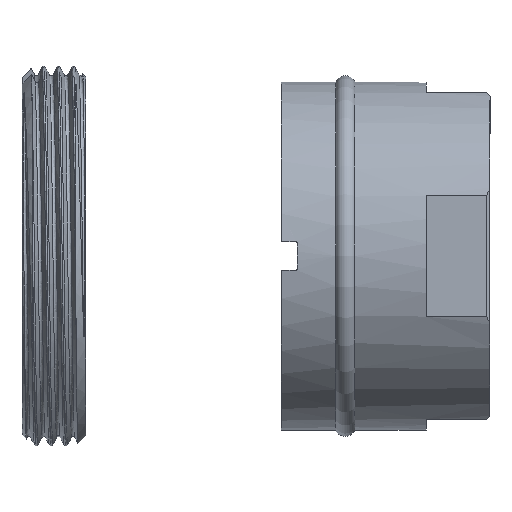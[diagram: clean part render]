
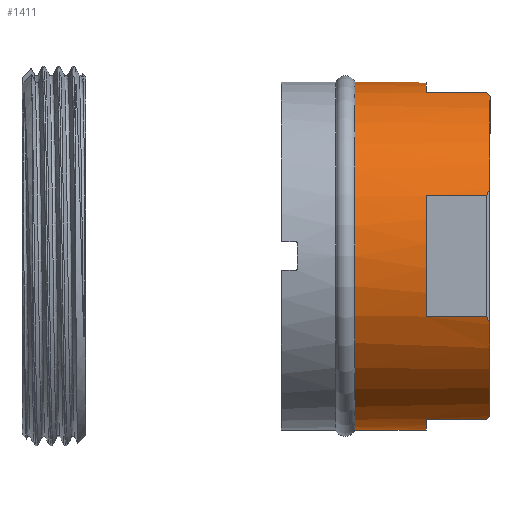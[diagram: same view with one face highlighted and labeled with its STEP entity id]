
A CAD part, front view. The second image highlights one B-rep face of the part: STEP entity #1411.
In plain terms, the highlighted cylindrical face has radius 27.2 mm (diameter 54.4 mm), a full revolution.
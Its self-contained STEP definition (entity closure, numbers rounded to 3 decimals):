
#94=ELLIPSE('',#1578,139.928,54.285);
#95=ELLIPSE('',#1579,139.928,54.285);
#96=ELLIPSE('',#1581,139.928,54.285);
#97=ELLIPSE('',#1582,139.928,54.285);
#98=ELLIPSE('',#1584,139.928,54.285);
#99=ELLIPSE('',#1585,139.928,54.285);
#100=ELLIPSE('',#1587,139.928,54.285);
#101=ELLIPSE('',#1588,139.928,54.285);
#226=CYLINDRICAL_SURFACE('',#1576,27.2);
#287=FACE_OUTER_BOUND('',#360,.T.);
#360=EDGE_LOOP('',(#1253,#1254,#1255,#1256,#1257,#1258,#1259,#1260,#1261,
#1262,#1263,#1264,#1265,#1266,#1267,#1268,#1269,#1270,#1271,#1272,#1273,
#1274,#1275,#1276,#1277,#1278,#1279,#1280,#1281));
#420=LINE('',#13804,#484);
#421=LINE('',#13808,#485);
#422=LINE('',#13813,#486);
#423=LINE('',#13817,#487);
#424=LINE('',#13822,#488);
#425=LINE('',#13826,#489);
#426=LINE('',#13831,#490);
#427=LINE('',#13835,#491);
#428=LINE('',#13840,#492);
#484=VECTOR('',#1857,27.2);
#485=VECTOR('',#1860,9.5);
#486=VECTOR('',#1865,9.5);
#487=VECTOR('',#1868,9.5);
#488=VECTOR('',#1873,9.5);
#489=VECTOR('',#1876,9.5);
#490=VECTOR('',#1881,9.5);
#491=VECTOR('',#1884,9.5);
#492=VECTOR('',#1889,9.5);
#522=CIRCLE('',#1534,27.2);
#523=CIRCLE('',#1535,27.2);
#527=CIRCLE('',#1540,27.2);
#528=CIRCLE('',#1541,27.2);
#529=CIRCLE('',#1542,27.2);
#530=CIRCLE('',#1543,27.2);
#547=CIRCLE('',#1577,27.2);
#548=CIRCLE('',#1580,27.2);
#549=CIRCLE('',#1583,27.2);
#550=CIRCLE('',#1586,27.2);
#551=CIRCLE('',#1589,27.2);
#632=VERTEX_POINT('',#13464);
#633=VERTEX_POINT('',#13465);
#636=VERTEX_POINT('',#13474);
#637=VERTEX_POINT('',#13475);
#638=VERTEX_POINT('',#13477);
#639=VERTEX_POINT('',#13479);
#640=VERTEX_POINT('',#13481);
#641=VERTEX_POINT('',#13483);
#642=VERTEX_POINT('',#13485);
#643=VERTEX_POINT('',#13487);
#676=VERTEX_POINT('',#13803);
#677=VERTEX_POINT('',#13805);
#678=VERTEX_POINT('',#13807);
#679=VERTEX_POINT('',#13810);
#680=VERTEX_POINT('',#13812);
#681=VERTEX_POINT('',#13814);
#682=VERTEX_POINT('',#13816);
#683=VERTEX_POINT('',#13819);
#684=VERTEX_POINT('',#13821);
#685=VERTEX_POINT('',#13823);
#686=VERTEX_POINT('',#13825);
#687=VERTEX_POINT('',#13828);
#688=VERTEX_POINT('',#13830);
#689=VERTEX_POINT('',#13832);
#690=VERTEX_POINT('',#13834);
#691=VERTEX_POINT('',#13837);
#692=VERTEX_POINT('',#13839);
#812=EDGE_CURVE('',#632,#633,#522,.T.);
#813=EDGE_CURVE('',#633,#632,#523,.T.);
#818=EDGE_CURVE('',#637,#638,#527,.T.);
#820=EDGE_CURVE('',#640,#639,#528,.T.);
#822=EDGE_CURVE('',#642,#641,#529,.T.);
#824=EDGE_CURVE('',#643,#636,#530,.T.);
#873=EDGE_CURVE('',#632,#676,#420,.T.);
#874=EDGE_CURVE('',#676,#677,#547,.T.);
#875=EDGE_CURVE('',#678,#677,#421,.T.);
#876=EDGE_CURVE('',#678,#638,#94,.T.);
#877=EDGE_CURVE('',#637,#679,#95,.T.);
#878=EDGE_CURVE('',#679,#680,#422,.T.);
#879=EDGE_CURVE('',#680,#681,#548,.T.);
#880=EDGE_CURVE('',#682,#681,#423,.T.);
#881=EDGE_CURVE('',#682,#636,#96,.T.);
#882=EDGE_CURVE('',#643,#683,#97,.T.);
#883=EDGE_CURVE('',#683,#684,#424,.T.);
#884=EDGE_CURVE('',#684,#685,#549,.T.);
#885=EDGE_CURVE('',#686,#685,#425,.T.);
#886=EDGE_CURVE('',#686,#642,#98,.T.);
#887=EDGE_CURVE('',#641,#687,#99,.T.);
#888=EDGE_CURVE('',#687,#688,#426,.T.);
#889=EDGE_CURVE('',#688,#689,#550,.T.);
#890=EDGE_CURVE('',#690,#689,#427,.T.);
#891=EDGE_CURVE('',#690,#640,#100,.T.);
#892=EDGE_CURVE('',#639,#691,#101,.T.);
#893=EDGE_CURVE('',#691,#692,#428,.T.);
#894=EDGE_CURVE('',#692,#676,#551,.T.);
#1253=ORIENTED_EDGE('',*,*,#812,.T.);
#1254=ORIENTED_EDGE('',*,*,#813,.T.);
#1255=ORIENTED_EDGE('',*,*,#873,.T.);
#1256=ORIENTED_EDGE('',*,*,#874,.T.);
#1257=ORIENTED_EDGE('',*,*,#875,.F.);
#1258=ORIENTED_EDGE('',*,*,#876,.T.);
#1259=ORIENTED_EDGE('',*,*,#818,.F.);
#1260=ORIENTED_EDGE('',*,*,#877,.T.);
#1261=ORIENTED_EDGE('',*,*,#878,.T.);
#1262=ORIENTED_EDGE('',*,*,#879,.T.);
#1263=ORIENTED_EDGE('',*,*,#880,.F.);
#1264=ORIENTED_EDGE('',*,*,#881,.T.);
#1265=ORIENTED_EDGE('',*,*,#824,.F.);
#1266=ORIENTED_EDGE('',*,*,#882,.T.);
#1267=ORIENTED_EDGE('',*,*,#883,.T.);
#1268=ORIENTED_EDGE('',*,*,#884,.T.);
#1269=ORIENTED_EDGE('',*,*,#885,.F.);
#1270=ORIENTED_EDGE('',*,*,#886,.T.);
#1271=ORIENTED_EDGE('',*,*,#822,.T.);
#1272=ORIENTED_EDGE('',*,*,#887,.T.);
#1273=ORIENTED_EDGE('',*,*,#888,.T.);
#1274=ORIENTED_EDGE('',*,*,#889,.T.);
#1275=ORIENTED_EDGE('',*,*,#890,.F.);
#1276=ORIENTED_EDGE('',*,*,#891,.T.);
#1277=ORIENTED_EDGE('',*,*,#820,.T.);
#1278=ORIENTED_EDGE('',*,*,#892,.T.);
#1279=ORIENTED_EDGE('',*,*,#893,.T.);
#1280=ORIENTED_EDGE('',*,*,#894,.T.);
#1281=ORIENTED_EDGE('',*,*,#873,.F.);
#1411=ADVANCED_FACE('',(#287),#226,.T.);
#1534=AXIS2_PLACEMENT_3D('',#13466,#1743,#1744);
#1535=AXIS2_PLACEMENT_3D('',#13467,#1745,#1746);
#1540=AXIS2_PLACEMENT_3D('',#13478,#1756,#1757);
#1541=AXIS2_PLACEMENT_3D('',#13482,#1759,#1760);
#1542=AXIS2_PLACEMENT_3D('',#13486,#1762,#1763);
#1543=AXIS2_PLACEMENT_3D('',#13489,#1765,#1766);
#1576=AXIS2_PLACEMENT_3D('',#13802,#1855,#1856);
#1577=AXIS2_PLACEMENT_3D('',#13806,#1858,#1859);
#1578=AXIS2_PLACEMENT_3D('',#13809,#1861,#1862);
#1579=AXIS2_PLACEMENT_3D('',#13811,#1863,#1864);
#1580=AXIS2_PLACEMENT_3D('',#13815,#1866,#1867);
#1581=AXIS2_PLACEMENT_3D('',#13818,#1869,#1870);
#1582=AXIS2_PLACEMENT_3D('',#13820,#1871,#1872);
#1583=AXIS2_PLACEMENT_3D('',#13824,#1874,#1875);
#1584=AXIS2_PLACEMENT_3D('',#13827,#1877,#1878);
#1585=AXIS2_PLACEMENT_3D('',#13829,#1879,#1880);
#1586=AXIS2_PLACEMENT_3D('',#13833,#1882,#1883);
#1587=AXIS2_PLACEMENT_3D('',#13836,#1885,#1886);
#1588=AXIS2_PLACEMENT_3D('',#13838,#1887,#1888);
#1589=AXIS2_PLACEMENT_3D('',#13841,#1890,#1891);
#1743=DIRECTION('center_axis',(1.,0.,0.));
#1744=DIRECTION('ref_axis',(0.,0.,1.));
#1745=DIRECTION('center_axis',(1.,0.,0.));
#1746=DIRECTION('ref_axis',(0.,0.,1.));
#1756=DIRECTION('center_axis',(1.,0.,0.));
#1757=DIRECTION('ref_axis',(0.,-0.919,-0.394));
#1759=DIRECTION('center_axis',(-1.,0.,0.));
#1760=DIRECTION('ref_axis',(0.,0.919,-0.394));
#1762=DIRECTION('center_axis',(-1.,0.,0.));
#1763=DIRECTION('ref_axis',(0.,0.394,0.919));
#1765=DIRECTION('center_axis',(1.,0.,0.));
#1766=DIRECTION('ref_axis',(0.,-0.394,0.919));
#1855=DIRECTION('center_axis',(-1.,0.,0.));
#1856=DIRECTION('ref_axis',(0.,0.,1.));
#1857=DIRECTION('',(1.,0.,0.));
#1858=DIRECTION('center_axis',(-1.,0.,0.));
#1859=DIRECTION('ref_axis',(0.,0.,-1.));
#1860=DIRECTION('',(-1.,0.,0.));
#1861=DIRECTION('center_axis',(-0.707,0.,0.707));
#1862=DIRECTION('ref_axis',(0.688,0.23,0.688));
#1863=DIRECTION('center_axis',(-0.707,0.707,0.));
#1864=DIRECTION('ref_axis',(0.688,0.688,0.23));
#1865=DIRECTION('',(-1.,0.,0.));
#1866=DIRECTION('center_axis',(-1.,0.,0.));
#1867=DIRECTION('ref_axis',(0.,-0.938,-0.348));
#1868=DIRECTION('',(-1.,0.,0.));
#1869=DIRECTION('center_axis',(-0.707,0.707,0.));
#1870=DIRECTION('ref_axis',(0.688,0.688,-0.23));
#1871=DIRECTION('center_axis',(-0.707,0.,-0.707));
#1872=DIRECTION('ref_axis',(0.688,0.23,-0.688));
#1873=DIRECTION('',(-1.,0.,0.));
#1874=DIRECTION('center_axis',(-1.,0.,0.));
#1875=DIRECTION('ref_axis',(0.,0.,1.));
#1876=DIRECTION('',(-1.,0.,0.));
#1877=DIRECTION('center_axis',(-0.707,0.,-0.707));
#1878=DIRECTION('ref_axis',(0.688,-0.23,-0.688));
#1879=DIRECTION('center_axis',(-0.707,-0.707,0.));
#1880=DIRECTION('ref_axis',(0.688,-0.688,-0.23));
#1881=DIRECTION('',(-1.,0.,0.));
#1882=DIRECTION('center_axis',(-1.,0.,0.));
#1883=DIRECTION('ref_axis',(0.,0.938,0.348));
#1884=DIRECTION('',(-1.,0.,0.));
#1885=DIRECTION('center_axis',(-0.707,-0.707,0.));
#1886=DIRECTION('ref_axis',(0.688,-0.688,0.23));
#1887=DIRECTION('center_axis',(-0.707,0.,0.707));
#1888=DIRECTION('ref_axis',(0.688,-0.23,0.688));
#1889=DIRECTION('',(-1.,0.,0.));
#1890=DIRECTION('center_axis',(-1.,0.,0.));
#1891=DIRECTION('ref_axis',(0.,0.,-1.));
#13464=CARTESIAN_POINT('',(11.484,0.,-27.2));
#13465=CARTESIAN_POINT('',(11.484,0.,27.2));
#13466=CARTESIAN_POINT('Origin',(11.484,0.,0.));
#13467=CARTESIAN_POINT('Origin',(11.484,0.,0.));
#13474=CARTESIAN_POINT('',(32.6,-25.,10.716));
#13475=CARTESIAN_POINT('',(32.6,-25.,-10.716));
#13477=CARTESIAN_POINT('',(32.6,-10.716,-25.));
#13478=CARTESIAN_POINT('Origin',(32.6,0.,0.));
#13479=CARTESIAN_POINT('',(32.6,10.716,-25.));
#13481=CARTESIAN_POINT('',(32.6,25.,-10.716));
#13482=CARTESIAN_POINT('Origin',(32.6,0.,0.));
#13483=CARTESIAN_POINT('',(32.6,25.,10.716));
#13485=CARTESIAN_POINT('',(32.6,10.716,25.));
#13486=CARTESIAN_POINT('Origin',(32.6,0.,0.));
#13487=CARTESIAN_POINT('',(32.6,-10.716,25.));
#13489=CARTESIAN_POINT('Origin',(32.6,0.,0.));
#13802=CARTESIAN_POINT('Origin',(34.23,0.,0.));
#13803=CARTESIAN_POINT('',(22.6,0.,-27.2));
#13804=CARTESIAN_POINT('',(34.23,0.,-27.2));
#13805=CARTESIAN_POINT('',(22.6,-9.465,-25.5));
#13806=CARTESIAN_POINT('Origin',(22.6,0.,0.));
#13807=CARTESIAN_POINT('',(32.1,-9.465,-25.5));
#13808=CARTESIAN_POINT('',(32.1,-9.465,-25.5));
#13809=CARTESIAN_POINT('Origin',(127.062,27.754,69.437));
#13810=CARTESIAN_POINT('',(32.1,-25.5,-9.465));
#13811=CARTESIAN_POINT('Origin',(127.062,69.437,27.754));
#13812=CARTESIAN_POINT('',(22.6,-25.5,-9.465));
#13813=CARTESIAN_POINT('',(32.1,-25.5,-9.465));
#13814=CARTESIAN_POINT('',(22.6,-25.5,9.465));
#13815=CARTESIAN_POINT('Origin',(22.6,0.,0.));
#13816=CARTESIAN_POINT('',(32.1,-25.5,9.465));
#13817=CARTESIAN_POINT('',(32.1,-25.5,9.465));
#13818=CARTESIAN_POINT('Origin',(127.062,69.437,-27.754));
#13819=CARTESIAN_POINT('',(32.1,-9.465,25.5));
#13820=CARTESIAN_POINT('Origin',(127.062,27.754,-69.437));
#13821=CARTESIAN_POINT('',(22.6,-9.465,25.5));
#13822=CARTESIAN_POINT('',(32.1,-9.465,25.5));
#13823=CARTESIAN_POINT('',(22.6,9.465,25.5));
#13824=CARTESIAN_POINT('Origin',(22.6,0.,0.));
#13825=CARTESIAN_POINT('',(32.1,9.465,25.5));
#13826=CARTESIAN_POINT('',(32.1,9.465,25.5));
#13827=CARTESIAN_POINT('Origin',(127.062,-27.754,-69.437));
#13828=CARTESIAN_POINT('',(32.1,25.5,9.465));
#13829=CARTESIAN_POINT('Origin',(127.062,-69.437,-27.754));
#13830=CARTESIAN_POINT('',(22.6,25.5,9.465));
#13831=CARTESIAN_POINT('',(32.1,25.5,9.465));
#13832=CARTESIAN_POINT('',(22.6,25.5,-9.465));
#13833=CARTESIAN_POINT('Origin',(22.6,0.,0.));
#13834=CARTESIAN_POINT('',(32.1,25.5,-9.465));
#13835=CARTESIAN_POINT('',(32.1,25.5,-9.465));
#13836=CARTESIAN_POINT('Origin',(127.062,-69.437,27.754));
#13837=CARTESIAN_POINT('',(32.1,9.465,-25.5));
#13838=CARTESIAN_POINT('Origin',(127.062,-27.754,69.437));
#13839=CARTESIAN_POINT('',(22.6,9.465,-25.5));
#13840=CARTESIAN_POINT('',(32.1,9.465,-25.5));
#13841=CARTESIAN_POINT('Origin',(22.6,0.,0.));
